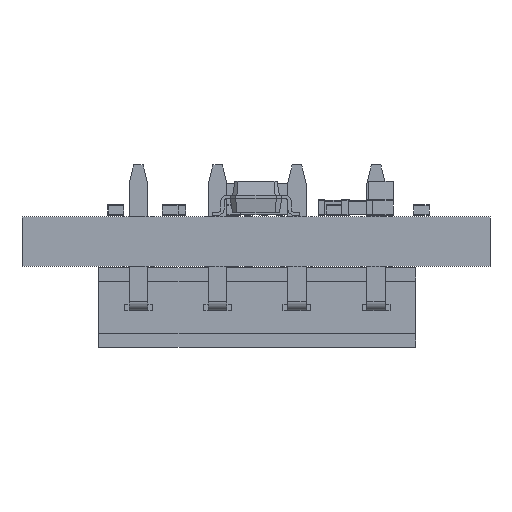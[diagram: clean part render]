
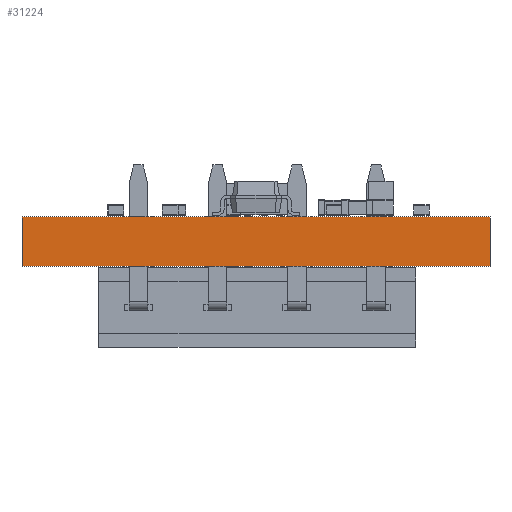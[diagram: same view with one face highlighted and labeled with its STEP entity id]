
A CAD part, front view. The second image highlights one B-rep face of the part: STEP entity #31224.
In plain terms, the highlighted planar face has unit normal (0, -1, 0).
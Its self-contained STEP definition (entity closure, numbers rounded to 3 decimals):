
#31224 = ADVANCED_FACE('',(#31225),#31239,.T.);
#31225 = FACE_BOUND('',#31226,.T.);
#31226 = EDGE_LOOP('',(#31227,#31262,#31290,#31318));
#31227 = ORIENTED_EDGE('',*,*,#31228,.T.);
#31228 = EDGE_CURVE('',#31229,#31231,#31233,.T.);
#31229 = VERTEX_POINT('',#31230);
#31230 = CARTESIAN_POINT('',(33.5,-35.,0.));
#31231 = VERTEX_POINT('',#31232);
#31232 = CARTESIAN_POINT('',(33.5,-35.,1.58));
#31233 = SURFACE_CURVE('',#31234,(#31238,#31250),.PCURVE_S1.);
#31234 = LINE('',#31235,#31236);
#31235 = CARTESIAN_POINT('',(33.5,-35.,0.));
#31236 = VECTOR('',#31237,1.);
#31237 = DIRECTION('',(0.,0.,1.));
#31238 = PCURVE('',#31239,#31244);
#31239 = PLANE('',#31240);
#31240 = AXIS2_PLACEMENT_3D('',#31241,#31242,#31243);
#31241 = CARTESIAN_POINT('',(33.5,-35.,0.));
#31242 = DIRECTION('',(0.,-1.,0.));
#31243 = DIRECTION('',(-1.,0.,0.));
#31244 = DEFINITIONAL_REPRESENTATION('',(#31245),#31249);
#31245 = LINE('',#31246,#31247);
#31246 = CARTESIAN_POINT('',(0.,-0.));
#31247 = VECTOR('',#31248,1.);
#31248 = DIRECTION('',(0.,-1.));
#31249 = ( GEOMETRIC_REPRESENTATION_CONTEXT(2) 
PARAMETRIC_REPRESENTATION_CONTEXT() REPRESENTATION_CONTEXT('2D SPACE',''
  ) );
#31250 = PCURVE('',#31251,#31256);
#31251 = PLANE('',#31252);
#31252 = AXIS2_PLACEMENT_3D('',#31253,#31254,#31255);
#31253 = CARTESIAN_POINT('',(33.5,-20.,0.));
#31254 = DIRECTION('',(1.,0.,-0.));
#31255 = DIRECTION('',(0.,-1.,0.));
#31256 = DEFINITIONAL_REPRESENTATION('',(#31257),#31261);
#31257 = LINE('',#31258,#31259);
#31258 = CARTESIAN_POINT('',(15.,0.));
#31259 = VECTOR('',#31260,1.);
#31260 = DIRECTION('',(0.,-1.));
#31261 = ( GEOMETRIC_REPRESENTATION_CONTEXT(2) 
PARAMETRIC_REPRESENTATION_CONTEXT() REPRESENTATION_CONTEXT('2D SPACE',''
  ) );
#31262 = ORIENTED_EDGE('',*,*,#31263,.T.);
#31263 = EDGE_CURVE('',#31231,#31264,#31266,.T.);
#31264 = VERTEX_POINT('',#31265);
#31265 = CARTESIAN_POINT('',(18.5,-35.,1.58));
#31266 = SURFACE_CURVE('',#31267,(#31271,#31278),.PCURVE_S1.);
#31267 = LINE('',#31268,#31269);
#31268 = CARTESIAN_POINT('',(33.5,-35.,1.58));
#31269 = VECTOR('',#31270,1.);
#31270 = DIRECTION('',(-1.,0.,0.));
#31271 = PCURVE('',#31239,#31272);
#31272 = DEFINITIONAL_REPRESENTATION('',(#31273),#31277);
#31273 = LINE('',#31274,#31275);
#31274 = CARTESIAN_POINT('',(0.,-1.58));
#31275 = VECTOR('',#31276,1.);
#31276 = DIRECTION('',(1.,0.));
#31277 = ( GEOMETRIC_REPRESENTATION_CONTEXT(2) 
PARAMETRIC_REPRESENTATION_CONTEXT() REPRESENTATION_CONTEXT('2D SPACE',''
  ) );
#31278 = PCURVE('',#31279,#31284);
#31279 = PLANE('',#31280);
#31280 = AXIS2_PLACEMENT_3D('',#31281,#31282,#31283);
#31281 = CARTESIAN_POINT('',(26.,-27.5,1.58));
#31282 = DIRECTION('',(-0.,-0.,-1.));
#31283 = DIRECTION('',(-1.,0.,0.));
#31284 = DEFINITIONAL_REPRESENTATION('',(#31285),#31289);
#31285 = LINE('',#31286,#31287);
#31286 = CARTESIAN_POINT('',(-7.5,-7.5));
#31287 = VECTOR('',#31288,1.);
#31288 = DIRECTION('',(1.,0.));
#31289 = ( GEOMETRIC_REPRESENTATION_CONTEXT(2) 
PARAMETRIC_REPRESENTATION_CONTEXT() REPRESENTATION_CONTEXT('2D SPACE',''
  ) );
#31290 = ORIENTED_EDGE('',*,*,#31291,.F.);
#31291 = EDGE_CURVE('',#31292,#31264,#31294,.T.);
#31292 = VERTEX_POINT('',#31293);
#31293 = CARTESIAN_POINT('',(18.5,-35.,0.));
#31294 = SURFACE_CURVE('',#31295,(#31299,#31306),.PCURVE_S1.);
#31295 = LINE('',#31296,#31297);
#31296 = CARTESIAN_POINT('',(18.5,-35.,0.));
#31297 = VECTOR('',#31298,1.);
#31298 = DIRECTION('',(0.,0.,1.));
#31299 = PCURVE('',#31239,#31300);
#31300 = DEFINITIONAL_REPRESENTATION('',(#31301),#31305);
#31301 = LINE('',#31302,#31303);
#31302 = CARTESIAN_POINT('',(15.,0.));
#31303 = VECTOR('',#31304,1.);
#31304 = DIRECTION('',(0.,-1.));
#31305 = ( GEOMETRIC_REPRESENTATION_CONTEXT(2) 
PARAMETRIC_REPRESENTATION_CONTEXT() REPRESENTATION_CONTEXT('2D SPACE',''
  ) );
#31306 = PCURVE('',#31307,#31312);
#31307 = PLANE('',#31308);
#31308 = AXIS2_PLACEMENT_3D('',#31309,#31310,#31311);
#31309 = CARTESIAN_POINT('',(18.5,-35.,0.));
#31310 = DIRECTION('',(-1.,0.,0.));
#31311 = DIRECTION('',(0.,1.,0.));
#31312 = DEFINITIONAL_REPRESENTATION('',(#31313),#31317);
#31313 = LINE('',#31314,#31315);
#31314 = CARTESIAN_POINT('',(0.,0.));
#31315 = VECTOR('',#31316,1.);
#31316 = DIRECTION('',(0.,-1.));
#31317 = ( GEOMETRIC_REPRESENTATION_CONTEXT(2) 
PARAMETRIC_REPRESENTATION_CONTEXT() REPRESENTATION_CONTEXT('2D SPACE',''
  ) );
#31318 = ORIENTED_EDGE('',*,*,#31319,.F.);
#31319 = EDGE_CURVE('',#31229,#31292,#31320,.T.);
#31320 = SURFACE_CURVE('',#31321,(#31325,#31332),.PCURVE_S1.);
#31321 = LINE('',#31322,#31323);
#31322 = CARTESIAN_POINT('',(33.5,-35.,0.));
#31323 = VECTOR('',#31324,1.);
#31324 = DIRECTION('',(-1.,0.,0.));
#31325 = PCURVE('',#31239,#31326);
#31326 = DEFINITIONAL_REPRESENTATION('',(#31327),#31331);
#31327 = LINE('',#31328,#31329);
#31328 = CARTESIAN_POINT('',(0.,-0.));
#31329 = VECTOR('',#31330,1.);
#31330 = DIRECTION('',(1.,0.));
#31331 = ( GEOMETRIC_REPRESENTATION_CONTEXT(2) 
PARAMETRIC_REPRESENTATION_CONTEXT() REPRESENTATION_CONTEXT('2D SPACE',''
  ) );
#31332 = PCURVE('',#31333,#31338);
#31333 = PLANE('',#31334);
#31334 = AXIS2_PLACEMENT_3D('',#31335,#31336,#31337);
#31335 = CARTESIAN_POINT('',(26.,-27.5,0.));
#31336 = DIRECTION('',(-0.,-0.,-1.));
#31337 = DIRECTION('',(-1.,0.,0.));
#31338 = DEFINITIONAL_REPRESENTATION('',(#31339),#31343);
#31339 = LINE('',#31340,#31341);
#31340 = CARTESIAN_POINT('',(-7.5,-7.5));
#31341 = VECTOR('',#31342,1.);
#31342 = DIRECTION('',(1.,0.));
#31343 = ( GEOMETRIC_REPRESENTATION_CONTEXT(2) 
PARAMETRIC_REPRESENTATION_CONTEXT() REPRESENTATION_CONTEXT('2D SPACE',''
  ) );
